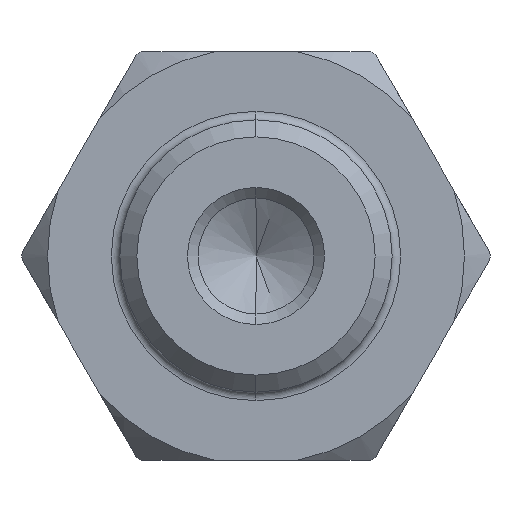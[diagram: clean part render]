
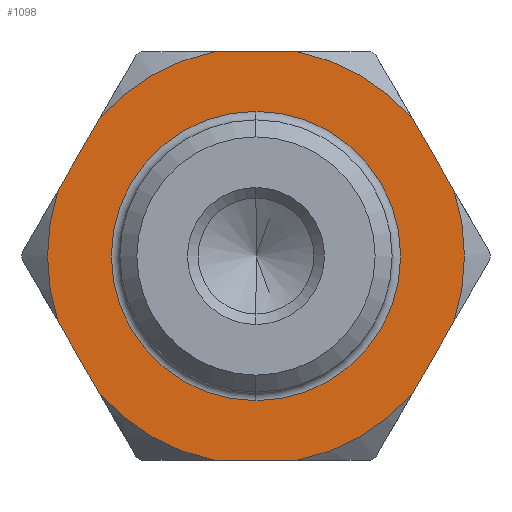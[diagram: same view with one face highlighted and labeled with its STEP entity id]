
A CAD part, left-side view. The second image highlights one B-rep face of the part: STEP entity #1098.
In plain terms, the highlighted planar face has unit normal (-1, 0, 0).
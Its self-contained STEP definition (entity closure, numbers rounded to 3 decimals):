
#5 = CARTESIAN_POINT ( 'NONE',  ( -162., -11.623, 3.868 ) ) ;
#14 = CIRCLE ( 'NONE', #71, 12.25 ) ;
#29 = DIRECTION ( 'NONE',  ( 0., 0., -1. ) ) ;
#38 = VECTOR ( 'NONE', #717, 1000. ) ;
#39 = CARTESIAN_POINT ( 'NONE',  ( -162., 0., -8.5 ) ) ;
#50 = VECTOR ( 'NONE', #1072, 1000. ) ;
#57 = CARTESIAN_POINT ( 'NONE',  ( -162., 9.161, -8.132 ) ) ;
#64 = DIRECTION ( 'NONE',  ( 0., -1., 0. ) ) ;
#71 = AXIS2_PLACEMENT_3D ( 'NONE', #216, #1074, #333 ) ;
#74 = CARTESIAN_POINT ( 'NONE',  ( -162., 0., 0. ) ) ;
#78 = CIRCLE ( 'NONE', #1221, 8.5 ) ;
#107 = VERTEX_POINT ( 'NONE', #403 ) ;
#115 = EDGE_CURVE ( 'NONE', #549, #1540, #945, .T. ) ;
#133 = ORIENTED_EDGE ( 'NONE', *, *, #1036, .T. ) ;
#163 = DIRECTION ( 'NONE',  ( 0., -0.5, -0.866 ) ) ;
#165 = ORIENTED_EDGE ( 'NONE', *, *, #451, .T. ) ;
#192 = CARTESIAN_POINT ( 'NONE',  ( -162., 0., 0. ) ) ;
#196 = DIRECTION ( 'NONE',  ( 0., 0., -1. ) ) ;
#213 = CARTESIAN_POINT ( 'NONE',  ( -162., -13.856, 0. ) ) ;
#216 = CARTESIAN_POINT ( 'NONE',  ( -162., 0., 0. ) ) ;
#249 = VERTEX_POINT ( 'NONE', #1480 ) ;
#251 = EDGE_CURVE ( 'NONE', #587, #1200, #646, .T. ) ;
#271 = LINE ( 'NONE', #1411, #1230 ) ;
#282 = EDGE_CURVE ( 'NONE', #1493, #1255, #271, .T. ) ;
#311 = CARTESIAN_POINT ( 'NONE',  ( -162., -6.928, 12. ) ) ;
#314 = VERTEX_POINT ( 'NONE', #1111 ) ;
#333 = DIRECTION ( 'NONE',  ( 0., 0., -1. ) ) ;
#337 = ORIENTED_EDGE ( 'NONE', *, *, #1630, .T. ) ;
#341 = AXIS2_PLACEMENT_3D ( 'NONE', #718, #594, #461 ) ;
#348 = AXIS2_PLACEMENT_3D ( 'NONE', #192, #1056, #1346 ) ;
#373 = VECTOR ( 'NONE', #809, 1000. ) ;
#394 = CARTESIAN_POINT ( 'NONE',  ( -162., 0., 0. ) ) ;
#395 = LINE ( 'NONE', #1468, #38 ) ;
#399 = CARTESIAN_POINT ( 'NONE',  ( -162., -9.161, -8.132 ) ) ;
#403 = CARTESIAN_POINT ( 'NONE',  ( -162., 2.462, -12. ) ) ;
#415 = LINE ( 'NONE', #311, #373 ) ;
#430 = CIRCLE ( 'NONE', #749, 12.25 ) ;
#451 = EDGE_CURVE ( 'NONE', #1200, #314, #739, .T. ) ;
#461 = DIRECTION ( 'NONE',  ( 0., 0., -1. ) ) ;
#472 = EDGE_CURVE ( 'NONE', #1030, #615, #1031, .T. ) ;
#498 = CARTESIAN_POINT ( 'NONE',  ( -162., 0., 0. ) ) ;
#518 = DIRECTION ( 'NONE',  ( 0., 0., -1. ) ) ;
#520 = EDGE_CURVE ( 'NONE', #1540, #1164, #395, .T. ) ;
#549 = VERTEX_POINT ( 'NONE', #1530 ) ;
#565 = ORIENTED_EDGE ( 'NONE', *, *, #282, .T. ) ;
#580 = ORIENTED_EDGE ( 'NONE', *, *, #1284, .T. ) ;
#587 = VERTEX_POINT ( 'NONE', #650 ) ;
#594 = DIRECTION ( 'NONE',  ( -1., 0., 0. ) ) ;
#615 = VERTEX_POINT ( 'NONE', #1276 ) ;
#622 = EDGE_CURVE ( 'NONE', #249, #1500, #623, .T. ) ;
#623 = CIRCLE ( 'NONE', #1021, 8.5 ) ;
#634 = DIRECTION ( 'NONE',  ( 0., 0., -1. ) ) ;
#646 = CIRCLE ( 'NONE', #341, 12.25 ) ;
#650 = CARTESIAN_POINT ( 'NONE',  ( -162., -2.462, -12. ) ) ;
#684 = CARTESIAN_POINT ( 'NONE',  ( -162., 6.928, -12. ) ) ;
#688 = DIRECTION ( 'NONE',  ( 1., 0., 0. ) ) ;
#698 = EDGE_LOOP ( 'NONE', ( #337, #1319 ) ) ;
#708 = CIRCLE ( 'NONE', #1321, 12.25 ) ;
#715 = VECTOR ( 'NONE', #837, 1000. ) ;
#717 = DIRECTION ( 'NONE',  ( 0., 0.5, -0.866 ) ) ;
#718 = CARTESIAN_POINT ( 'NONE',  ( -162., 0., 0. ) ) ;
#719 = CIRCLE ( 'NONE', #348, 12.25 ) ;
#739 = LINE ( 'NONE', #1075, #715 ) ;
#742 = LINE ( 'NONE', #684, #1039 ) ;
#749 = AXIS2_PLACEMENT_3D ( 'NONE', #74, #946, #196 ) ;
#765 = DIRECTION ( 'NONE',  ( 1., 0., 0. ) ) ;
#771 = PLANE ( 'NONE',  #1582 ) ;
#778 = CARTESIAN_POINT ( 'NONE',  ( -162., 9.161, 8.132 ) ) ;
#782 = EDGE_CURVE ( 'NONE', #1255, #107, #430, .T. ) ;
#809 = DIRECTION ( 'NONE',  ( 0., 1., 0. ) ) ;
#837 = DIRECTION ( 'NONE',  ( 0., -0.5, 0.866 ) ) ;
#862 = ORIENTED_EDGE ( 'NONE', *, *, #897, .T. ) ;
#897 = EDGE_CURVE ( 'NONE', #615, #1083, #14, .T. ) ;
#903 = CARTESIAN_POINT ( 'NONE',  ( -162., 11.623, -3.868 ) ) ;
#910 = FACE_OUTER_BOUND ( 'NONE', #1486, .T. ) ;
#945 = CIRCLE ( 'NONE', #1209, 12.25 ) ;
#946 = DIRECTION ( 'NONE',  ( -1., 0., 0. ) ) ;
#1021 = AXIS2_PLACEMENT_3D ( 'NONE', #394, #1268, #518 ) ;
#1030 = VERTEX_POINT ( 'NONE', #5 ) ;
#1031 = LINE ( 'NONE', #213, #50 ) ;
#1036 = EDGE_CURVE ( 'NONE', #314, #1030, #708, .T. ) ;
#1039 = VECTOR ( 'NONE', #64, 1000. ) ;
#1056 = DIRECTION ( 'NONE',  ( -1., 0., 0. ) ) ;
#1072 = DIRECTION ( 'NONE',  ( 0., 0.5, 0.866 ) ) ;
#1074 = DIRECTION ( 'NONE',  ( -1., 0., 0. ) ) ;
#1075 = CARTESIAN_POINT ( 'NONE',  ( -162., -6.928, -12. ) ) ;
#1083 = VERTEX_POINT ( 'NONE', #1381 ) ;
#1098 = ADVANCED_FACE ( 'NONE', ( #1237, #910 ), #771, .F. ) ;
#1111 = CARTESIAN_POINT ( 'NONE',  ( -162., -11.623, -3.868 ) ) ;
#1116 = ORIENTED_EDGE ( 'NONE', *, *, #1324, .T. ) ;
#1117 = ORIENTED_EDGE ( 'NONE', *, *, #472, .T. ) ;
#1124 = ORIENTED_EDGE ( 'NONE', *, *, #251, .T. ) ;
#1164 = VERTEX_POINT ( 'NONE', #1265 ) ;
#1187 = ORIENTED_EDGE ( 'NONE', *, *, #1325, .T. ) ;
#1200 = VERTEX_POINT ( 'NONE', #399 ) ;
#1209 = AXIS2_PLACEMENT_3D ( 'NONE', #1589, #1584, #1577 ) ;
#1221 = AXIS2_PLACEMENT_3D ( 'NONE', #1439, #688, #1583 ) ;
#1230 = VECTOR ( 'NONE', #163, 1000. ) ;
#1237 = FACE_BOUND ( 'NONE', #698, .T. ) ;
#1245 = ORIENTED_EDGE ( 'NONE', *, *, #115, .T. ) ;
#1255 = VERTEX_POINT ( 'NONE', #57 ) ;
#1265 = CARTESIAN_POINT ( 'NONE',  ( -162., 11.623, 3.868 ) ) ;
#1268 = DIRECTION ( 'NONE',  ( 1., 0., 0. ) ) ;
#1276 = CARTESIAN_POINT ( 'NONE',  ( -162., -9.161, 8.132 ) ) ;
#1284 = EDGE_CURVE ( 'NONE', #107, #587, #742, .T. ) ;
#1319 = ORIENTED_EDGE ( 'NONE', *, *, #622, .T. ) ;
#1321 = AXIS2_PLACEMENT_3D ( 'NONE', #498, #1376, #634 ) ;
#1324 = EDGE_CURVE ( 'NONE', #1083, #549, #415, .T. ) ;
#1325 = EDGE_CURVE ( 'NONE', #1164, #1493, #719, .T. ) ;
#1346 = DIRECTION ( 'NONE',  ( 0., 0., -1. ) ) ;
#1376 = DIRECTION ( 'NONE',  ( -1., 0., 0. ) ) ;
#1381 = CARTESIAN_POINT ( 'NONE',  ( -162., -2.462, 12. ) ) ;
#1399 = CARTESIAN_POINT ( 'NONE',  ( -162., 13.75, 0. ) ) ;
#1411 = CARTESIAN_POINT ( 'NONE',  ( -162., 13.856, 0. ) ) ;
#1439 = CARTESIAN_POINT ( 'NONE',  ( -162., 0., 0. ) ) ;
#1468 = CARTESIAN_POINT ( 'NONE',  ( -162., 6.928, 12. ) ) ;
#1480 = CARTESIAN_POINT ( 'NONE',  ( -162., 0., 8.5 ) ) ;
#1486 = EDGE_LOOP ( 'NONE', ( #1117, #862, #1116, #1245, #1550, #1187, #565, #1512, #580, #1124, #165, #133 ) ) ;
#1493 = VERTEX_POINT ( 'NONE', #903 ) ;
#1500 = VERTEX_POINT ( 'NONE', #39 ) ;
#1512 = ORIENTED_EDGE ( 'NONE', *, *, #782, .T. ) ;
#1530 = CARTESIAN_POINT ( 'NONE',  ( -162., 2.462, 12. ) ) ;
#1540 = VERTEX_POINT ( 'NONE', #778 ) ;
#1550 = ORIENTED_EDGE ( 'NONE', *, *, #520, .T. ) ;
#1577 = DIRECTION ( 'NONE',  ( 0., 0., -1. ) ) ;
#1582 = AXIS2_PLACEMENT_3D ( 'NONE', #1399, #765, #29 ) ;
#1583 = DIRECTION ( 'NONE',  ( 0., 0., -1. ) ) ;
#1584 = DIRECTION ( 'NONE',  ( -1., 0., 0. ) ) ;
#1589 = CARTESIAN_POINT ( 'NONE',  ( -162., 0., 0. ) ) ;
#1630 = EDGE_CURVE ( 'NONE', #1500, #249, #78, .T. ) ;
